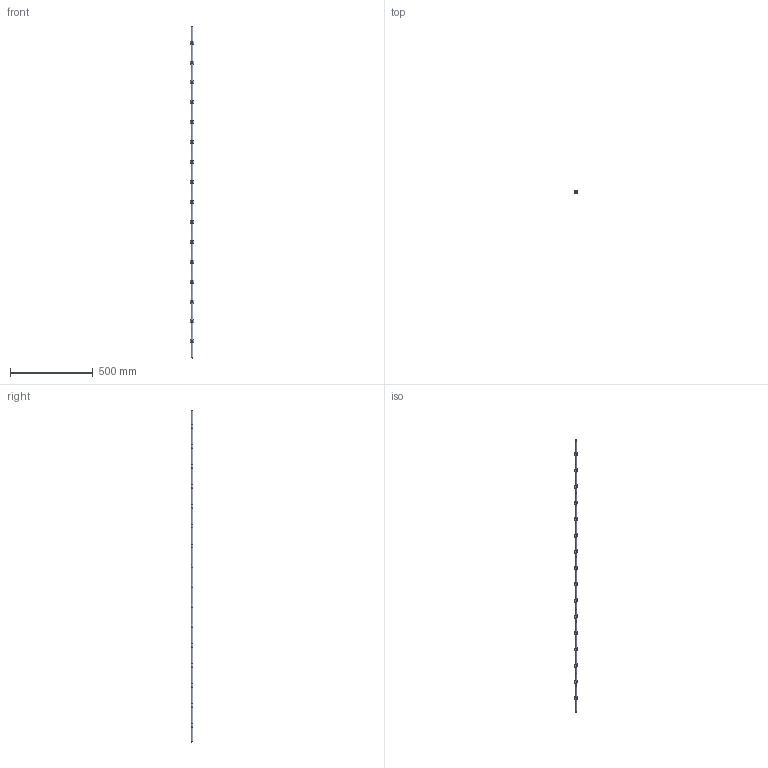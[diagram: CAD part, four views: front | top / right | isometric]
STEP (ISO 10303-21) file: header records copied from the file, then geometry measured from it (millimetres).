
FILE_DESCRIPTION (( 'STEP AP203' ), '1' );
FILE_NAME ('1447-I.step', '2022-05-02T13:04:48', ( '' ), ( '' ), 'SwSTEP 2.0', 'SolidWorks 2018', '' );
FILE_SCHEMA (( 'CONFIG_CONTROL_DESIGN' ));
Length unit declared in the file: millimetre
Products named in the file (1): 1447-I
Bounding box: 23.82 x 12 x 2000 mm (x, y, z)
Volume: 236100.1 mm3; surface area: 85908.9 mm2
Topology: 1 solids, 1 shells, 277 faces, 735 edges, 448 vertices
Faces by surface type: plane 144, bspline 68, cylinder 33, torus 32
Full cylindrical faces by diameter (mm): 12 x33
Entity records: 13873 total; most frequent: CARTESIAN_POINT 7636, ORIENTED_EDGE 1400, DIRECTION 986, EDGE_CURVE 700, VERTEX_POINT 446, VECTOR 434, LINE 434, EDGE_LOOP 330
